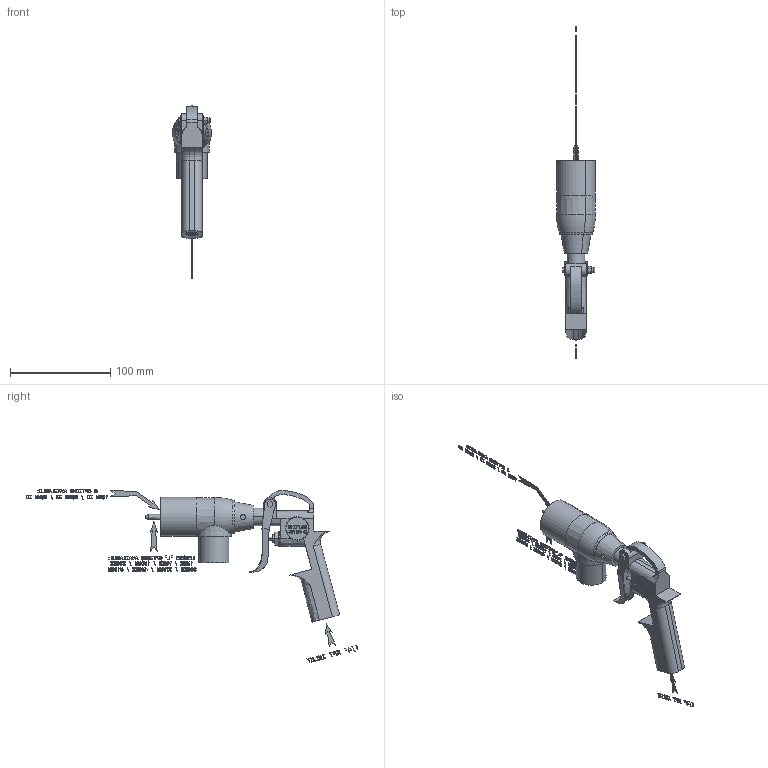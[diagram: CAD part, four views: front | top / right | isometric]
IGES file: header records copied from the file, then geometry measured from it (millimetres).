
Start section: START RECORD GO HERE.
Global section: file name: Body C.igs; native system: DASSAULT SYSTEMES CATIA V5 R20 - www.3ds.com; preprocessor: CATIA Version 5 Release 20 ; author: DESIGNENG; organization: KJNDESIGN; date: 20150320.111716; units: millimetre
Bounding box: 38.8 x 330.12 x 172.66 mm (x, y, z)
Volume: 149130.2 mm3; surface area: 53482.5 mm2
Topology: 130 solids, 131 shells, 3351 faces, 9058 edges, 6013 vertices
Faces by surface type: plane 3167, revolution 137, bspline 44, extrusion 3
